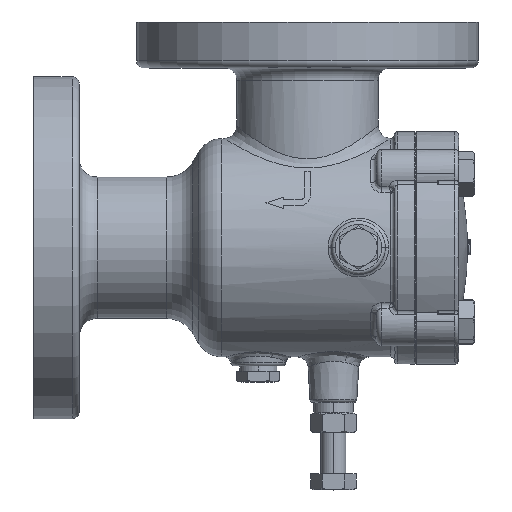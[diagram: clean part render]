
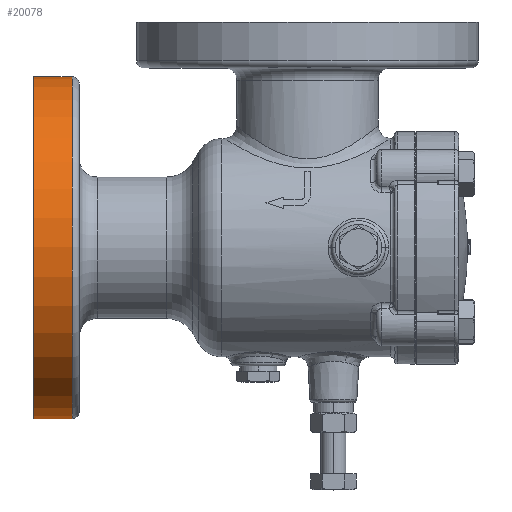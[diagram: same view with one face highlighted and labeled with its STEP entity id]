
A CAD part, top view. The second image highlights one B-rep face of the part: STEP entity #20078.
In plain terms, the highlighted cylindrical face has radius 95.5 mm (diameter 191 mm), a partial arc.
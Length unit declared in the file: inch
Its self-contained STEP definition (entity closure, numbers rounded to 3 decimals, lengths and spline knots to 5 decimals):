
#2339 = DIRECTION ( 'NONE',  ( -1., 0., 0. ) ) ;
#2570 = DIRECTION ( 'NONE',  ( 0., -1., 0. ) ) ;
#3100 = CARTESIAN_POINT ( 'NONE',  ( -5.17717, 0., 0. ) ) ;
#5779 = AXIS2_PLACEMENT_3D ( 'NONE', #27037, #2339, #31149 ) ;
#6532 = CARTESIAN_POINT ( 'NONE',  ( -6.02362, 0., 0. ) ) ;
#7255 = DIRECTION ( 'NONE',  ( 0., -1., 0. ) ) ;
#9521 = EDGE_CURVE ( 'NONE', #42547, #43142, #51250, .T. ) ;
#12048 = EDGE_LOOP ( 'NONE', ( #52282, #51772, #16882, #38624 ) ) ;
#13435 = VERTEX_POINT ( 'NONE', #21578 ) ;
#14268 = VECTOR ( 'NONE', #42971, 39.37008 ) ;
#16286 = CYLINDRICAL_SURFACE ( 'NONE', #44572, 3.75984 ) ;
#16882 = ORIENTED_EDGE ( 'NONE', *, *, #30981, .F. ) ;
#19295 = CARTESIAN_POINT ( 'NONE',  ( -5.17717, -3.75984, 0. ) ) ;
#20078 = ADVANCED_FACE ( 'NONE', ( #21436 ), #16286, .T. ) ;
#20455 = VERTEX_POINT ( 'NONE', #49467 ) ;
#21436 = FACE_OUTER_BOUND ( 'NONE', #12048, .T. ) ;
#21578 = CARTESIAN_POINT ( 'NONE',  ( -6.02362, -3.75984, 0. ) ) ;
#23620 = CIRCLE ( 'NONE', #5779, 3.75984 ) ;
#24527 = EDGE_CURVE ( 'NONE', #43142, #20455, #30712, .T. ) ;
#26465 = CARTESIAN_POINT ( 'NONE',  ( -6.02362, -3.75984, 0. ) ) ;
#27037 = CARTESIAN_POINT ( 'NONE',  ( -6.02362, 0., 0. ) ) ;
#29447 = CARTESIAN_POINT ( 'NONE',  ( -5.17717, 3.75984, 0. ) ) ;
#30712 = LINE ( 'NONE', #35182, #51293 ) ;
#30981 = EDGE_CURVE ( 'NONE', #13435, #20455, #23620, .T. ) ;
#31149 = DIRECTION ( 'NONE',  ( 0., -1., 0. ) ) ;
#31216 = DIRECTION ( 'NONE',  ( -1., 0., 0. ) ) ;
#31906 = DIRECTION ( 'NONE',  ( -1., 0., 0. ) ) ;
#35182 = CARTESIAN_POINT ( 'NONE',  ( -6.02362, 3.75984, 0. ) ) ;
#35356 = AXIS2_PLACEMENT_3D ( 'NONE', #3100, #31906, #7255 ) ;
#38624 = ORIENTED_EDGE ( 'NONE', *, *, #44514, .F. ) ;
#42547 = VERTEX_POINT ( 'NONE', #19295 ) ;
#42971 = DIRECTION ( 'NONE',  ( -1., 0., 0. ) ) ;
#43142 = VERTEX_POINT ( 'NONE', #29447 ) ;
#44514 = EDGE_CURVE ( 'NONE', #42547, #13435, #47040, .T. ) ;
#44572 = AXIS2_PLACEMENT_3D ( 'NONE', #6532, #47312, #2570 ) ;
#47040 = LINE ( 'NONE', #26465, #14268 ) ;
#47312 = DIRECTION ( 'NONE',  ( -1., 0., 0. ) ) ;
#49467 = CARTESIAN_POINT ( 'NONE',  ( -6.02362, 3.75984, 0. ) ) ;
#51250 = CIRCLE ( 'NONE', #35356, 3.75984 ) ;
#51293 = VECTOR ( 'NONE', #31216, 39.37008 ) ;
#51772 = ORIENTED_EDGE ( 'NONE', *, *, #24527, .T. ) ;
#52282 = ORIENTED_EDGE ( 'NONE', *, *, #9521, .T. ) ;
